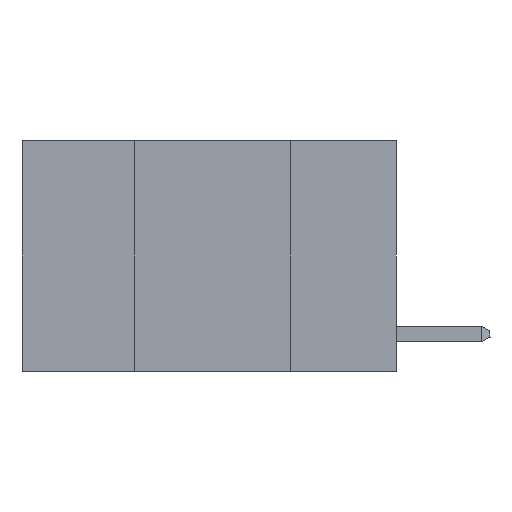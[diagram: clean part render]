
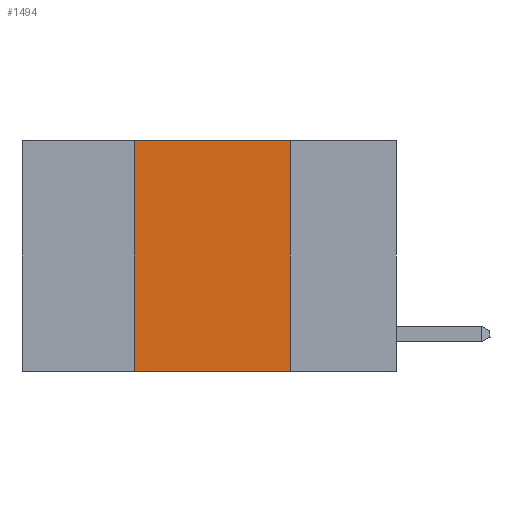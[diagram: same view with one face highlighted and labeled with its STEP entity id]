
A CAD part, left-side view. The second image highlights one B-rep face of the part: STEP entity #1494.
In plain terms, the highlighted planar face has unit normal (-1, 0, 0).
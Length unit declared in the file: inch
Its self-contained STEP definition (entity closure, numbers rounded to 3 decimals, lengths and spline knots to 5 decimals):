
#120 = VECTOR ( 'NONE', #620, 39.37008 ) ;
#287 = ORIENTED_EDGE ( 'NONE', *, *, #5029, .T. ) ;
#348 = CARTESIAN_POINT ( 'NONE',  ( 0., 0.6, 0. ) ) ;
#427 = VERTEX_POINT ( 'NONE', #8203 ) ;
#620 = DIRECTION ( 'NONE',  ( 0., -1., 0. ) ) ;
#726 = LINE ( 'NONE', #2546, #3813 ) ;
#980 = LINE ( 'NONE', #6177, #4881 ) ;
#1205 = LINE ( 'NONE', #6240, #120 ) ;
#1409 = VERTEX_POINT ( 'NONE', #5485 ) ;
#1494 = ADVANCED_FACE ( 'NONE', ( #4830 ), #1671, .F. ) ;
#1671 = PLANE ( 'NONE',  #7831 ) ;
#1985 = DIRECTION ( 'NONE',  ( 0., 0., -1. ) ) ;
#2546 = CARTESIAN_POINT ( 'NONE',  ( 0., 0.6, -0.37 ) ) ;
#2820 = DIRECTION ( 'NONE',  ( 0., 0., 1. ) ) ;
#3211 = VERTEX_POINT ( 'NONE', #7460 ) ;
#3232 = CARTESIAN_POINT ( 'NONE',  ( 0., 0.17, 0. ) ) ;
#3325 = VECTOR ( 'NONE', #1985, 39.37008 ) ;
#3430 = VERTEX_POINT ( 'NONE', #7364 ) ;
#3813 = VECTOR ( 'NONE', #5080, 39.37008 ) ;
#3853 = EDGE_LOOP ( 'NONE', ( #6233, #7656, #8190, #287 ) ) ;
#4373 = EDGE_CURVE ( 'NONE', #3211, #1409, #5667, .T. ) ;
#4830 = FACE_OUTER_BOUND ( 'NONE', #3853, .T. ) ;
#4881 = VECTOR ( 'NONE', #2820, 39.37008 ) ;
#4923 = DIRECTION ( 'NONE',  ( 0., 0., -1. ) ) ;
#5029 = EDGE_CURVE ( 'NONE', #427, #1409, #726, .T. ) ;
#5080 = DIRECTION ( 'NONE',  ( 0., -1., 0. ) ) ;
#5485 = CARTESIAN_POINT ( 'NONE',  ( 0., 0.17, -0.37 ) ) ;
#5667 = LINE ( 'NONE', #3232, #3325 ) ;
#6177 = CARTESIAN_POINT ( 'NONE',  ( 0., 0.42, 0. ) ) ;
#6233 = ORIENTED_EDGE ( 'NONE', *, *, #4373, .F. ) ;
#6240 = CARTESIAN_POINT ( 'NONE',  ( 0., 0.6, 0. ) ) ;
#7364 = CARTESIAN_POINT ( 'NONE',  ( 0., 0.42, 0. ) ) ;
#7460 = CARTESIAN_POINT ( 'NONE',  ( 0., 0.17, 0. ) ) ;
#7656 = ORIENTED_EDGE ( 'NONE', *, *, #7952, .F. ) ;
#7831 = AXIS2_PLACEMENT_3D ( 'NONE', #348, #8132, #4923 ) ;
#7952 = EDGE_CURVE ( 'NONE', #3430, #3211, #1205, .T. ) ;
#8063 = EDGE_CURVE ( 'NONE', #427, #3430, #980, .T. ) ;
#8132 = DIRECTION ( 'NONE',  ( 1., 0., 0. ) ) ;
#8190 = ORIENTED_EDGE ( 'NONE', *, *, #8063, .F. ) ;
#8203 = CARTESIAN_POINT ( 'NONE',  ( 0., 0.42, -0.37 ) ) ;
